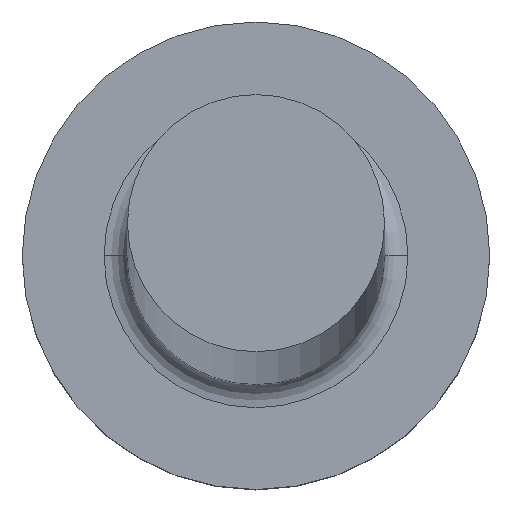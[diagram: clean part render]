
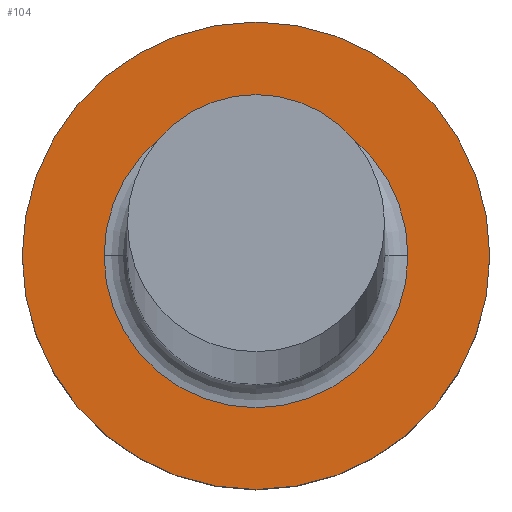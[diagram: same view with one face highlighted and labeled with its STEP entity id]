
A CAD part, top view. The second image highlights one B-rep face of the part: STEP entity #104.
In plain terms, the highlighted planar face has unit normal (0, 0, 1).
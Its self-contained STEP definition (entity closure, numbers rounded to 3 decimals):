
#8 = FACE_OUTER_BOUND ( 'NONE', #159, .T. ) ;
#22 = CARTESIAN_POINT ( 'NONE',  ( 0., 0., 2. ) ) ;
#24 = CIRCLE ( 'NONE', #259, 2. ) ;
#32 = DIRECTION ( 'NONE',  ( 1., 0., 0. ) ) ;
#36 = DIRECTION ( 'NONE',  ( 1., 0., 0. ) ) ;
#42 = DIRECTION ( 'NONE',  ( 0., 0., -1. ) ) ;
#43 = DIRECTION ( 'NONE',  ( 0., 0., -1. ) ) ;
#50 = AXIS2_PLACEMENT_3D ( 'NONE', #167, #42, #59 ) ;
#54 = PLANE ( 'NONE',  #192 ) ;
#59 = DIRECTION ( 'NONE',  ( 1., 0., 0. ) ) ;
#71 = VERTEX_POINT ( 'NONE', #261 ) ;
#79 = DIRECTION ( 'NONE',  ( 0., 0., 1. ) ) ;
#84 = CARTESIAN_POINT ( 'NONE',  ( 2., 0., 2. ) ) ;
#96 = ORIENTED_EDGE ( 'NONE', *, *, #170, .T. ) ;
#98 = ORIENTED_EDGE ( 'NONE', *, *, #174, .T. ) ;
#100 = CARTESIAN_POINT ( 'NONE',  ( -2., 0., 2. ) ) ;
#104 = ADVANCED_FACE ( 'NONE', ( #147, #8 ), #54, .T. ) ;
#106 = CARTESIAN_POINT ( 'NONE',  ( 0., 0., 2. ) ) ;
#118 = ORIENTED_EDGE ( 'NONE', *, *, #298, .T. ) ;
#119 = AXIS2_PLACEMENT_3D ( 'NONE', #22, #43, #156 ) ;
#123 = CIRCLE ( 'NONE', #50, 1.3 ) ;
#147 = FACE_BOUND ( 'NONE', #208, .T. ) ;
#148 = VERTEX_POINT ( 'NONE', #84 ) ;
#156 = DIRECTION ( 'NONE',  ( 1., 0., 0. ) ) ;
#159 = EDGE_LOOP ( 'NONE', ( #98, #244 ) ) ;
#161 = VERTEX_POINT ( 'NONE', #100 ) ;
#167 = CARTESIAN_POINT ( 'NONE',  ( 0., 0., 2. ) ) ;
#170 = EDGE_CURVE ( 'NONE', #71, #295, #123, .T. ) ;
#172 = CARTESIAN_POINT ( 'NONE',  ( 0., 0., 2. ) ) ;
#174 = EDGE_CURVE ( 'NONE', #161, #148, #228, .T. ) ;
#192 = AXIS2_PLACEMENT_3D ( 'NONE', #106, #243, #36 ) ;
#194 = CARTESIAN_POINT ( 'NONE',  ( 0., 0., 2. ) ) ;
#199 = EDGE_CURVE ( 'NONE', #148, #161, #24, .T. ) ;
#204 = CIRCLE ( 'NONE', #119, 1.3 ) ;
#208 = EDGE_LOOP ( 'NONE', ( #118, #96 ) ) ;
#228 = CIRCLE ( 'NONE', #235, 2. ) ;
#235 = AXIS2_PLACEMENT_3D ( 'NONE', #194, #79, #32 ) ;
#243 = DIRECTION ( 'NONE',  ( 0., 0., 1. ) ) ;
#244 = ORIENTED_EDGE ( 'NONE', *, *, #199, .T. ) ;
#245 = DIRECTION ( 'NONE',  ( 0., 0., 1. ) ) ;
#259 = AXIS2_PLACEMENT_3D ( 'NONE', #172, #245, #269 ) ;
#261 = CARTESIAN_POINT ( 'NONE',  ( -1.3, 0., 2. ) ) ;
#269 = DIRECTION ( 'NONE',  ( 1., 0., 0. ) ) ;
#278 = CARTESIAN_POINT ( 'NONE',  ( 1.3, 0., 2. ) ) ;
#295 = VERTEX_POINT ( 'NONE', #278 ) ;
#298 = EDGE_CURVE ( 'NONE', #295, #71, #204, .T. ) ;
